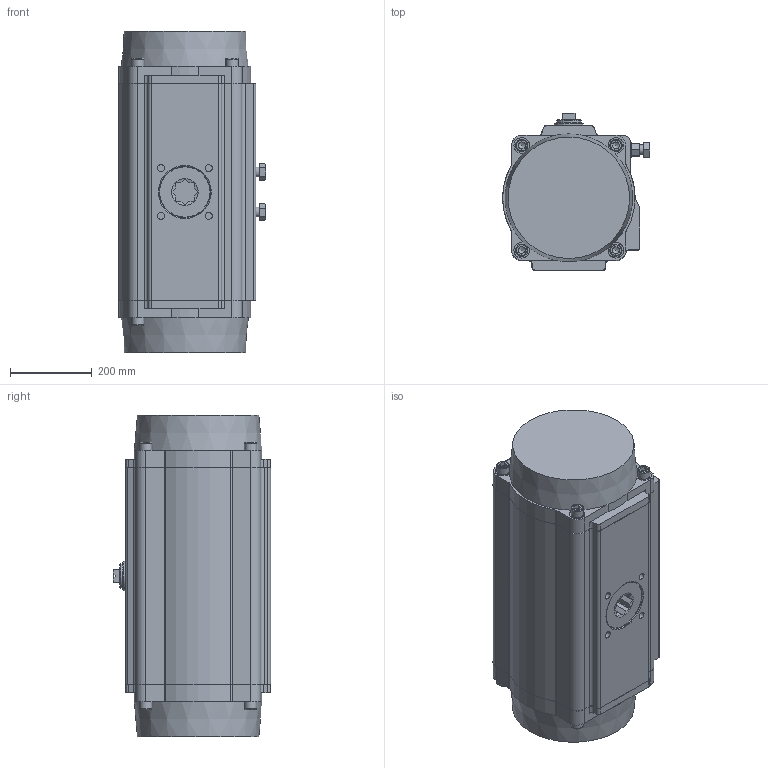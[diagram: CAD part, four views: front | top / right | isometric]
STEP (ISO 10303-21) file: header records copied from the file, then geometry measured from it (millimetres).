
FILE_DESCRIPTION(/* description */ ('Unknown'),/* implementation_level */ '2;1');
FILE_NAME(/* name */ 'PD15_PE14',/* time_stamp */ '2022-02-21T12:49:01+01:00',/* author */ ('Unknown'),/* organization */ ('Unknown'),/* preprocessor_version */ 'ST-DEVELOPER v16.7',/* originating_system */ 'Solid Edge',/* authorisation */ 'Unknown');
FILE_SCHEMA (('AUTOMOTIVE_DESIGN {1 0 10303 214 3 1 1}'));
Length unit declared in the file: millimetre
Products named in the file (11): PD15_PE14; VT300-01; VT300-3 3D; VT300-10 踢扽菜え; VT300-9 俋菜え; circlips for shaft--type a large gb_GB_CONNECTING_PIECE_RING_RRA 56; hex nut gradec_din_Hexagon Nut ISO 4034 - M20 - N; plain washers-n series-grade a gb_GB_FASTENER_WASHER_PWNA 20; VT300-04 傷裔; socket head cap screw_din_DIN 912 M20 x 80 --- 52N; hex head structural bolt_din_DIN 7990 - M24 x 120-WN
Assembly tree (20 placements, depth 2):
  PD15_PE14
    VT300-01
    VT300-3 3D
    VT300-10 踢扽菜え
    VT300-9 俋菜え
    circlips for shaft--type a large gb_GB_CONNECTING_PIECE_RING_RRA 56
    hex nut gradec_din_Hexagon Nut ISO 4034 - M20 - N  x2
    plain washers-n series-grade a gb_GB_FASTENER_WASHER_PWNA 20  x2
    VT300-04 傷裔  x2
    socket head cap screw_din_DIN 912 M20 x 80 --- 52N  x7
    hex head structural bolt_din_DIN 7990 - M24 x 120-WN  x2
Bounding box: 359 x 384 x 784 mm (x, y, z)
Volume: 27236693.5 mm3; surface area: 2486251.5 mm2
Topology: 20 solids, 20 shells, 631 faces, 1467 edges, 938 vertices
Faces by surface type: plane 314, cylinder 190, cone 90, torus 27, bspline 10
Full cylindrical faces by diameter (mm): 3 x2, 4.2 x4, 4.917 x1, 5 x4, 10.2 x2, 11 x2, 12 x3, 17.294 x12, 17.5 x2, 19 x2, 20 x9, 20.752 x2, 21 x2, 22 x8, 24 x2, 30 x7, 32 x2, 33.2 x2, 37 x2, 38 x8, 50.7 x1, 56 x1, 57 x1, 60 x5, 60.2 x1, 60.8 x1, 71 x1, 72 x1, 95 x1, 115 x1
Entity records: 11818 total; most frequent: CARTESIAN_POINT 3181, DIRECTION 1824, ORIENTED_EDGE 1476, AXIS2_PLACEMENT_3D 772, EDGE_CURVE 738, FACE_BOUND 595, EDGE_LOOP 586, VERTEX_POINT 547
